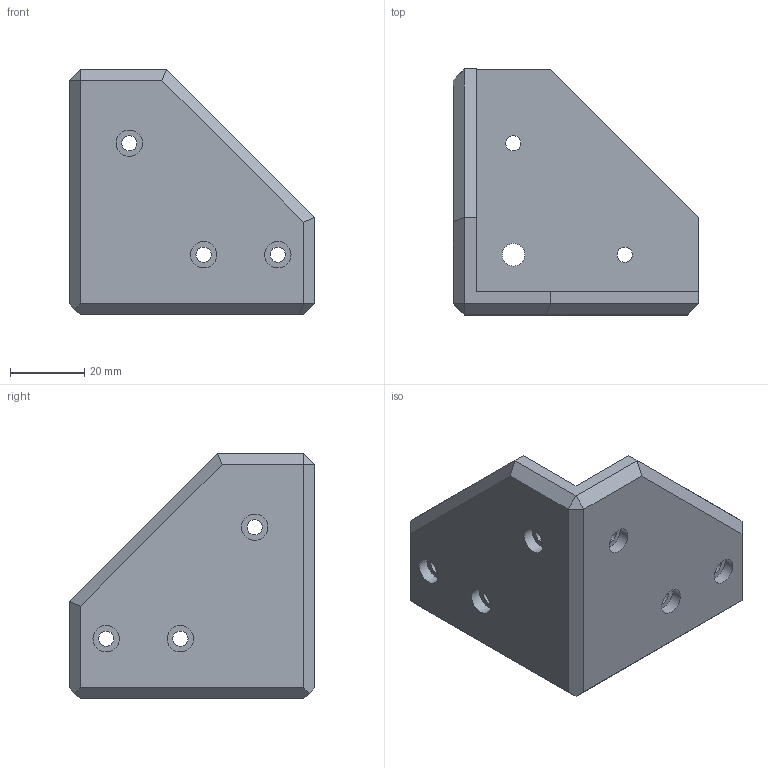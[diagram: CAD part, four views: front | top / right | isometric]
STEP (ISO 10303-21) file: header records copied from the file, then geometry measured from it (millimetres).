
FILE_DESCRIPTION( ( '' ), ' ' );
FILE_NAME( '57550237e4b065499528798b.step', '2016-06-06T04:55:19', ( '' ), ( '' ), ' ', ' ', ' ' );
FILE_SCHEMA( ( 'AUTOMOTIVE_DESIGN { 1 0 10303 214 1 1 1 1 }' ) );
Length unit declared in the file: metre
Products named in the file (1): Top2020FrameCorner
Bounding box: 66.25 x 66.25 x 66.25 mm (x, y, z)
Volume: 55921.3 mm3; surface area: 20898.9 mm2
Topology: 1 solids, 1 shells, 53 faces, 118 edges, 76 vertices
Faces by surface type: plane 35, cylinder 18
Full cylindrical faces by diameter (mm): 4.1 x8, 6.1 x1, 7.1 x8, 9.1 x1
Entity records: 1823 total; most frequent: DIRECTION 241, CARTESIAN_POINT 224, ORIENTED_EDGE 194, EDGE_LOOP 98, EDGE_CURVE 97, AXIS2_PLACEMENT_3D 90, VERTEX_POINT 73, FACE_OUTER_BOUND 71
